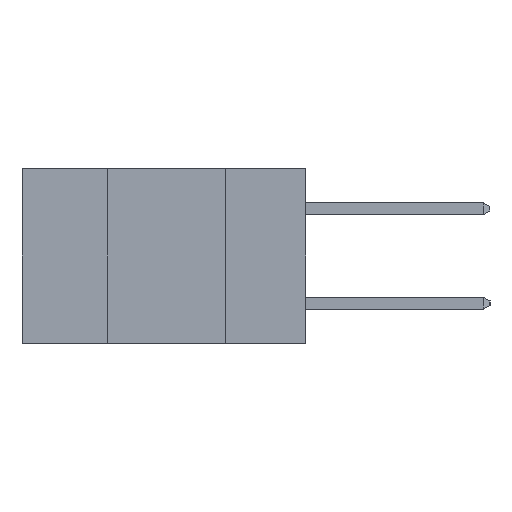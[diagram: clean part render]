
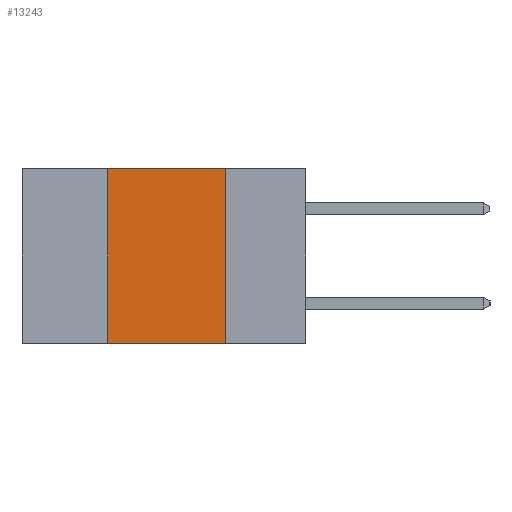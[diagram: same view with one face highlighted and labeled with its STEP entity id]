
A CAD part, left-side view. The second image highlights one B-rep face of the part: STEP entity #13243.
In plain terms, the highlighted planar face has unit normal (-1, 0, 0).
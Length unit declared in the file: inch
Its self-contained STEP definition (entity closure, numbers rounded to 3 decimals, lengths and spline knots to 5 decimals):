
#201 = DIRECTION ( 'NONE',  ( 0., 0., -1. ) ) ;
#729 = VERTEX_POINT ( 'NONE', #13408 ) ;
#1139 = VERTEX_POINT ( 'NONE', #5683 ) ;
#1161 = VECTOR ( 'NONE', #10591, 39.37008 ) ;
#1264 = EDGE_LOOP ( 'NONE', ( #2017, #2597, #3195, #3374 ) ) ;
#1420 = CARTESIAN_POINT ( 'NONE',  ( 0., 0.17, -0.37 ) ) ;
#1684 = EDGE_CURVE ( 'NONE', #729, #3026, #10936, .T. ) ;
#2017 = ORIENTED_EDGE ( 'NONE', *, *, #9103, .F. ) ;
#2597 = ORIENTED_EDGE ( 'NONE', *, *, #1684, .F. ) ;
#2800 = DIRECTION ( 'NONE',  ( 0., 0., -1. ) ) ;
#2926 = CARTESIAN_POINT ( 'NONE',  ( 0., 0.17, -0.37 ) ) ;
#3026 = VERTEX_POINT ( 'NONE', #8341 ) ;
#3195 = ORIENTED_EDGE ( 'NONE', *, *, #7466, .F. ) ;
#3236 = CARTESIAN_POINT ( 'NONE',  ( 0., 0.6, -0.37 ) ) ;
#3301 = DIRECTION ( 'NONE',  ( 0., -1., 0. ) ) ;
#3374 = ORIENTED_EDGE ( 'NONE', *, *, #11819, .T. ) ;
#3390 = AXIS2_PLACEMENT_3D ( 'NONE', #9616, #10817, #201 ) ;
#3642 = LINE ( 'NONE', #12712, #9397 ) ;
#3759 = VECTOR ( 'NONE', #3301, 39.37008 ) ;
#4027 = LINE ( 'NONE', #2926, #13640 ) ;
#5683 = CARTESIAN_POINT ( 'NONE',  ( 0., 0.42, -0.37 ) ) ;
#7466 = EDGE_CURVE ( 'NONE', #1139, #729, #3642, .T. ) ;
#8341 = CARTESIAN_POINT ( 'NONE',  ( 0., 0.17, 0. ) ) ;
#8701 = FACE_OUTER_BOUND ( 'NONE', #1264, .T. ) ;
#9103 = EDGE_CURVE ( 'NONE', #3026, #11984, #4027, .T. ) ;
#9397 = VECTOR ( 'NONE', #12555, 39.37008 ) ;
#9505 = CARTESIAN_POINT ( 'NONE',  ( 0., 0.6, 0. ) ) ;
#9616 = CARTESIAN_POINT ( 'NONE',  ( 0., 0.6, 0. ) ) ;
#10322 = PLANE ( 'NONE',  #3390 ) ;
#10591 = DIRECTION ( 'NONE',  ( 0., -1., 0. ) ) ;
#10817 = DIRECTION ( 'NONE',  ( 1., 0., 0. ) ) ;
#10936 = LINE ( 'NONE', #9505, #1161 ) ;
#11819 = EDGE_CURVE ( 'NONE', #1139, #11984, #13401, .T. ) ;
#11984 = VERTEX_POINT ( 'NONE', #1420 ) ;
#12555 = DIRECTION ( 'NONE',  ( 0., 0., 1. ) ) ;
#12712 = CARTESIAN_POINT ( 'NONE',  ( 0., 0.42, -0.37 ) ) ;
#13243 = ADVANCED_FACE ( 'NONE', ( #8701 ), #10322, .F. ) ;
#13401 = LINE ( 'NONE', #3236, #3759 ) ;
#13408 = CARTESIAN_POINT ( 'NONE',  ( 0., 0.42, 0. ) ) ;
#13640 = VECTOR ( 'NONE', #2800, 39.37008 ) ;
